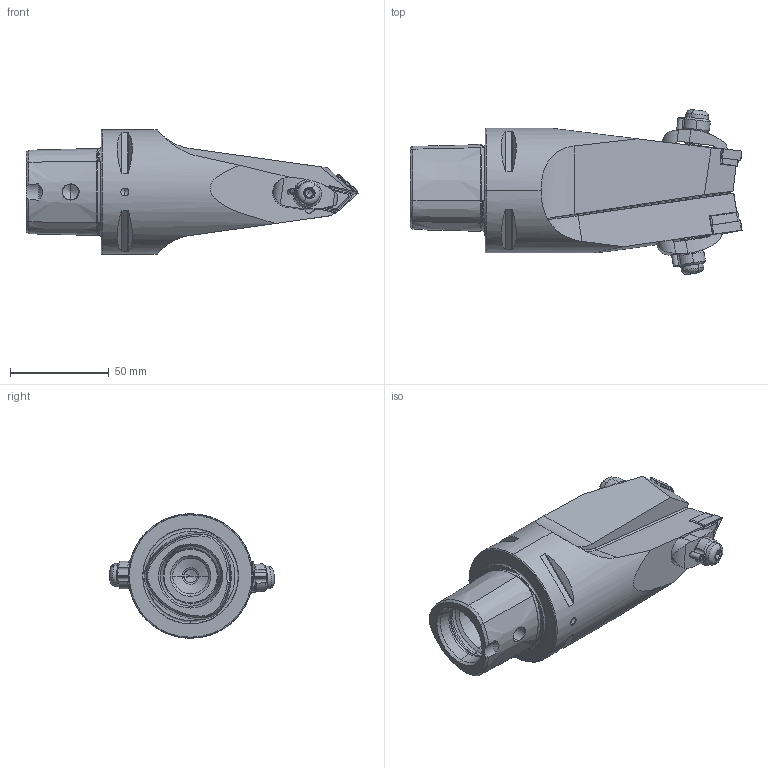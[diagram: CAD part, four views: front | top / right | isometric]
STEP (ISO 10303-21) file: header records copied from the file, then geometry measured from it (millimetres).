
FILE_DESCRIPTION (( 'STEP AP203' ), '1' );
FILE_NAME ('PS6-KCD.NXD.130.STEP', '2013-06-24T08:27:05', ( 'baer' ), ( 'Hewlett-Packard Company' ), 'SwSTEP 2.0', 'SolidWorks 2012', '' );
FILE_SCHEMA (( 'CONFIG_CONTROL_DESIGN' ));
Length unit declared in the file: millimetre
Products named in the file (12): PS6-KCD.NXD.130; ISO 13337 - 3 x 12_PreviewCfg; WCC-ER5.102.012_B; WCC-ER5.102.005_A; WCC-ER4.103.032_A; WCC-ER3.102.024_C; WCC-ER2.001.010_A; WDF-ER2.101.004_A; WCD-ER2.101.003_A; DNMG150404; CNMG120404; PS6-KCD.NXD.130_A
Assembly tree (17 placements, depth 2):
  PS6-KCD.NXD.130
    PS6-KCD.NXD.130_A
    CNMG120404
    DNMG150404
    WCD-ER2.101.003_A
    WDF-ER2.101.004_A
    WCC-ER2.001.010_A  x2
    WCC-ER3.102.024_C  x2
    WCC-ER4.103.032_A  x2
    WCC-ER5.102.005_A  x2
    WCC-ER5.102.012_B  x2
    ISO 13337 - 3 x 12_PreviewCfg  x2
Bounding box: 168.01 x 83.32 x 63 mm (x, y, z)
Volume: 283624.7 mm3; surface area: 48957.6 mm2
Topology: 17 solids, 17 shells, 663 faces, 1617 edges, 976 vertices
Faces by surface type: cylinder 218, plane 173, cone 161, torus 87, bspline 24
Entity records: 17708 total; most frequent: CARTESIAN_POINT 4810, DIRECTION 2415, ORIENTED_EDGE 2406, EDGE_CURVE 1203, AXIS2_PLACEMENT_3D 952, VERTEX_POINT 738, EDGE_LOOP 539, LINE 511
